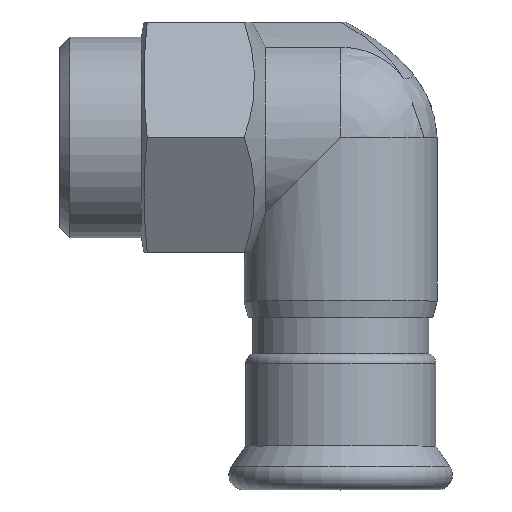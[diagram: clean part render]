
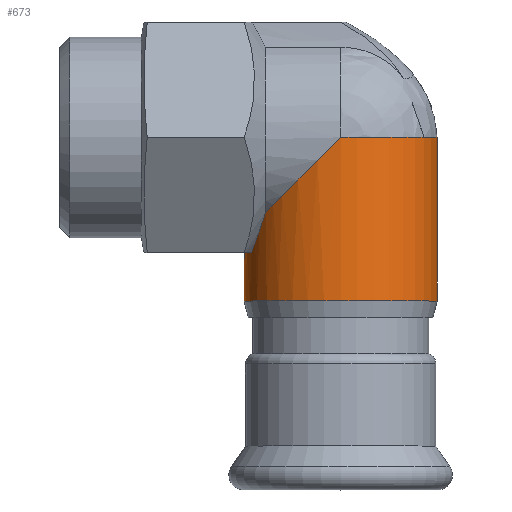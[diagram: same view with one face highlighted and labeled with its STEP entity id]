
A CAD part, top view. The second image highlights one B-rep face of the part: STEP entity #673.
In plain terms, the highlighted cylindrical face has radius 23 mm (diameter 46 mm), a full revolution.
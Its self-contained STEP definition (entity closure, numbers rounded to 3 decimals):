
#18=ELLIPSE($,#748,32.527,23.);
#19=ELLIPSE($,#750,32.527,23.);
#37=B_SPLINE_CURVE_WITH_KNOTS($,3,(#1306,#1307,#1308,#1309,#1310,#1311,
#1312,#1313),.UNSPECIFIED.,.F.,.F.,(4,2,2,4),(12.516,13.041,
13.615,13.62),.UNSPECIFIED.);
#38=B_SPLINE_CURVE_WITH_KNOTS($,3,(#1331,#1332,#1333,#1334,#1335,#1336,
#1337,#1338),.UNSPECIFIED.,.F.,.F.,(4,2,2,4),(9.451,9.456,
10.03,10.556),.UNSPECIFIED.);
#94=FACE_BOUND($,#216,.T.);
#109=CYLINDRICAL_SURFACE($,#757,23.);
#148=FACE_OUTER_BOUND($,#215,.T.);
#215=EDGE_LOOP($,(#571,#572,#573,#574,#575,#576));
#216=EDGE_LOOP($,(#577));
#287=CIRCLE($,#753,23.);
#288=CIRCLE($,#755,23.);
#290=CIRCLE($,#758,23.);
#343=VERTEX_POINT($,#1303);
#344=VERTEX_POINT($,#1305);
#347=VERTEX_POINT($,#1326);
#348=VERTEX_POINT($,#1330);
#349=VERTEX_POINT($,#1341);
#350=VERTEX_POINT($,#1345);
#351=VERTEX_POINT($,#1351);
#417=EDGE_CURVE($,#344,#343,#37,.T.);
#422=EDGE_CURVE($,#348,#347,#38,.T.);
#425=EDGE_CURVE($,#343,#349,#18,.T.);
#426=EDGE_CURVE($,#350,#348,#19,.T.);
#428=EDGE_CURVE($,#350,#349,#287,.T.);
#429=EDGE_CURVE($,#351,#351,#288,.T.);
#431=EDGE_CURVE($,#344,#347,#290,.T.);
#571=ORIENTED_EDGE($,*,*,#426,.T.);
#572=ORIENTED_EDGE($,*,*,#422,.T.);
#573=ORIENTED_EDGE($,*,*,#431,.F.);
#574=ORIENTED_EDGE($,*,*,#417,.T.);
#575=ORIENTED_EDGE($,*,*,#425,.T.);
#576=ORIENTED_EDGE($,*,*,#428,.F.);
#577=ORIENTED_EDGE($,*,*,#429,.T.);
#673=ADVANCED_FACE($,(#148,#94),#109,.T.);
#748=AXIS2_PLACEMENT_3D($,#1343,#911,#912);
#750=AXIS2_PLACEMENT_3D($,#1346,#915,#916);
#753=AXIS2_PLACEMENT_3D($,#1349,#921,#922);
#755=AXIS2_PLACEMENT_3D($,#1352,#925,#926);
#757=AXIS2_PLACEMENT_3D($,#1355,#929,#930);
#758=AXIS2_PLACEMENT_3D($,#1356,#931,#932);
#911=DIRECTION('center_axis',(-0.707,-0.707,0.));
#912=DIRECTION('ref_axis',(-0.707,0.707,0.));
#915=DIRECTION('center_axis',(-0.707,-0.707,0.));
#916=DIRECTION('ref_axis',(-0.707,0.707,0.));
#921=DIRECTION('center_axis',(0.,1.,0.));
#922=DIRECTION('ref_axis',(-1.,0.,0.));
#925=DIRECTION('center_axis',(0.,1.,0.));
#926=DIRECTION('ref_axis',(-1.,0.,0.));
#929=DIRECTION('center_axis',(0.,1.,0.));
#930=DIRECTION('ref_axis',(-1.,0.,0.));
#931=DIRECTION('center_axis',(0.,1.,0.));
#932=DIRECTION('ref_axis',(-1.,0.,0.));
#1303=CARTESIAN_POINT('',(17.92,25.08,14.418));
#1305=CARTESIAN_POINT('',(21.293,15.5,8.696));
#1306=CARTESIAN_POINT('Ctrl Pts',(21.293,15.5,8.696));
#1307=CARTESIAN_POINT('Ctrl Pts',(20.814,16.742,9.869));
#1308=CARTESIAN_POINT('Ctrl Pts',(20.258,18.217,10.946));
#1309=CARTESIAN_POINT('Ctrl Pts',(19.083,21.499,12.894));
#1310=CARTESIAN_POINT('Ctrl Pts',(18.466,23.323,13.738));
#1311=CARTESIAN_POINT('Ctrl Pts',(17.929,25.052,14.407));
#1312=CARTESIAN_POINT('Ctrl Pts',(17.924,25.066,14.412));
#1313=CARTESIAN_POINT('Ctrl Pts',(17.92,25.08,14.418));
#1326=CARTESIAN_POINT('',(21.293,15.5,-8.696));
#1330=CARTESIAN_POINT('',(17.92,25.08,-14.418));
#1331=CARTESIAN_POINT('Ctrl Pts',(17.92,25.08,-14.418));
#1332=CARTESIAN_POINT('Ctrl Pts',(17.924,25.066,-14.412));
#1333=CARTESIAN_POINT('Ctrl Pts',(17.929,25.052,-14.407));
#1334=CARTESIAN_POINT('Ctrl Pts',(18.466,23.323,-13.738));
#1335=CARTESIAN_POINT('Ctrl Pts',(19.083,21.499,-12.894));
#1336=CARTESIAN_POINT('Ctrl Pts',(20.258,18.217,-10.946));
#1337=CARTESIAN_POINT('Ctrl Pts',(20.814,16.742,-9.869));
#1338=CARTESIAN_POINT('Ctrl Pts',(21.293,15.5,-8.696));
#1341=CARTESIAN_POINT('',(0.,43.,23.));
#1343=CARTESIAN_POINT('Origin',(0.,43.,0.));
#1345=CARTESIAN_POINT('',(0.,43.,-23.));
#1346=CARTESIAN_POINT('Origin',(0.,43.,0.));
#1349=CARTESIAN_POINT('Origin',(0.,43.,0.));
#1351=CARTESIAN_POINT('',(-23.,4.,0.));
#1352=CARTESIAN_POINT('Origin',(0.,4.,0.));
#1355=CARTESIAN_POINT('Origin',(0.,23.5,0.));
#1356=CARTESIAN_POINT('Origin',(0.,15.5,0.));
